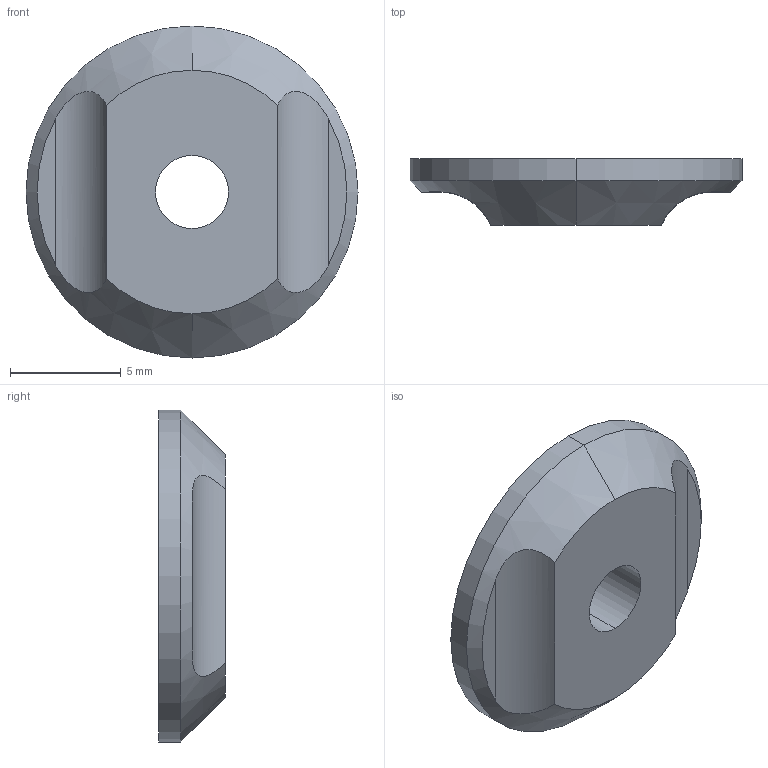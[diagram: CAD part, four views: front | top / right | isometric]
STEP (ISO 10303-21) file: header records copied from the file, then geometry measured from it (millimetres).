
FILE_DESCRIPTION (( 'STEP AP203' ), '1' );
FILE_NAME ('BE-RCCCHA011001-Cale hauteur de caisse.STEP', '2017-05-18T19:57:22', ( '' ), ( '' ), 'SwSTEP 2.0', 'SolidWorks 2015', '' );
FILE_SCHEMA (( 'CONFIG_CONTROL_DESIGN' ));
Length unit declared in the file: millimetre
Products named in the file (1): BE-RCCCHA011001-Cale hauteur de caisse
Bounding box: 15 x 3 x 15 mm (x, y, z)
Volume: 350.3 mm3; surface area: 470.5 mm2
Topology: 1 solids, 1 shells, 15 faces, 34 edges, 22 vertices
Faces by surface type: cylinder 6, plane 5, torus 2, cone 2
Entity records: 577 total; most frequent: CARTESIAN_POINT 144, DIRECTION 82, ORIENTED_EDGE 68, AXIS2_PLACEMENT_3D 36, EDGE_CURVE 34, VERTEX_POINT 22, CIRCLE 20, EDGE_LOOP 18
